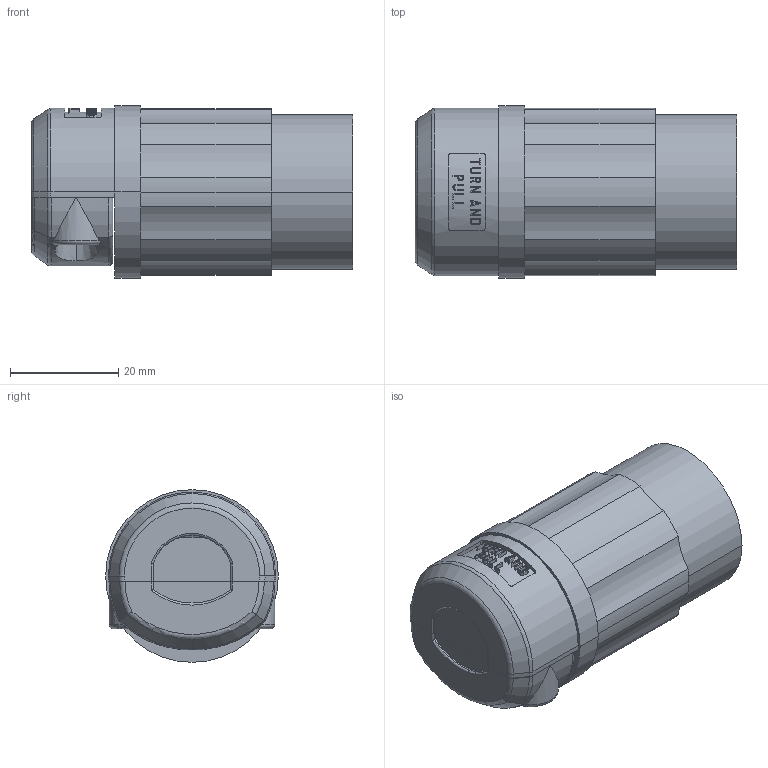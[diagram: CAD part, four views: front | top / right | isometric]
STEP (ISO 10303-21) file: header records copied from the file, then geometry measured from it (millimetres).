
FILE_DESCRIPTION (( 'STEP AP214' ), '1' );
FILE_NAME ('CATSTD-00ML3-00C-M01.STEP', '2022-05-23T17:13:06', ( '' ), ( '' ), 'SwSTEP 2.0', 'SolidWorks 2020', '' );
FILE_SCHEMA (( 'AUTOMOTIVE_DESIGN' ));
Length unit declared in the file: millimetre
Products named in the file (1): CATSTD-00ML3-00C-M01
Bounding box: 59.54 x 31.95 x 31.95 mm (x, y, z)
Volume: 40843.8 mm3; surface area: 9117.4 mm2
Topology: 1 solids, 1 shells, 607 faces, 1585 edges, 1042 vertices
Faces by surface type: plane 379, cylinder 174, torus 31, cone 23
Entity records: 22223 total; most frequent: CARTESIAN_POINT 4863, ORIENTED_EDGE 3170, DIRECTION 3102, EDGE_CURVE 1585, VERTEX_POINT 1042, AXIS2_PLACEMENT_3D 1040, VECTOR 1022, LINE 1022
